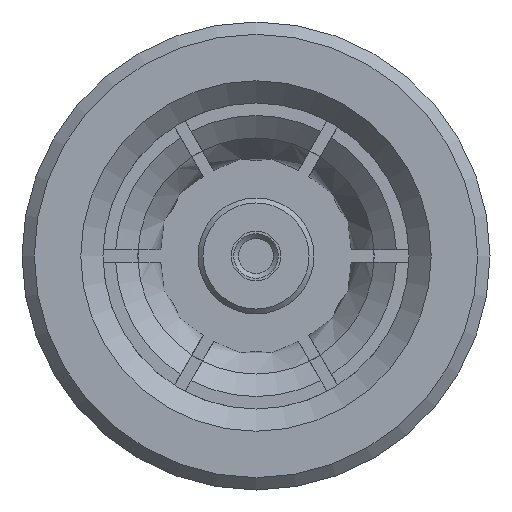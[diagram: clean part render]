
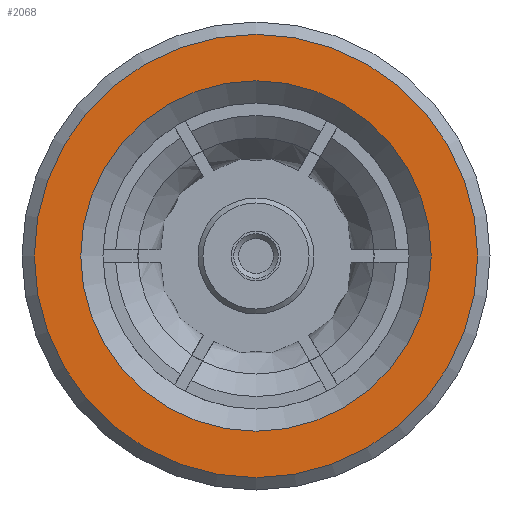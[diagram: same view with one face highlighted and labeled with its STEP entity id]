
A CAD part, left-side view. The second image highlights one B-rep face of the part: STEP entity #2068.
In plain terms, the highlighted planar face has unit normal (-1, 0, 0).
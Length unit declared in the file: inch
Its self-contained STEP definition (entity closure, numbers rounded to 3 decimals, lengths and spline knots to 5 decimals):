
#225 = ORIENTED_EDGE ( 'NONE', *, *, #3684, .T. ) ;
#405 = CARTESIAN_POINT ( 'NONE',  ( 0., 0., 0.07115 ) ) ;
#466 = CARTESIAN_POINT ( 'NONE',  ( 0., 0., 0.09 ) ) ;
#536 = DIRECTION ( 'NONE',  ( 0., 0., 1. ) ) ;
#590 = DIRECTION ( 'NONE',  ( 1., 0., 0. ) ) ;
#760 = VERTEX_POINT ( 'NONE', #466 ) ;
#1018 = AXIS2_PLACEMENT_3D ( 'NONE', #1748, #590, #1429 ) ;
#1057 = AXIS2_PLACEMENT_3D ( 'NONE', #1734, #3483, #536 ) ;
#1086 = DIRECTION ( 'NONE',  ( -1., 0., 0. ) ) ;
#1289 = AXIS2_PLACEMENT_3D ( 'NONE', #2856, #1086, #2915 ) ;
#1429 = DIRECTION ( 'NONE',  ( 0., 0., 1. ) ) ;
#1465 = ORIENTED_EDGE ( 'NONE', *, *, #2400, .T. ) ;
#1473 = CIRCLE ( 'NONE', #1289, 0.09 ) ;
#1494 = CIRCLE ( 'NONE', #1018, 0.07115 ) ;
#1689 = PLANE ( 'NONE',  #1057 ) ;
#1734 = CARTESIAN_POINT ( 'NONE',  ( 0., 0., 0. ) ) ;
#1748 = CARTESIAN_POINT ( 'NONE',  ( 0., 0., 0. ) ) ;
#2002 = FACE_BOUND ( 'NONE', #2698, .T. ) ;
#2068 = ADVANCED_FACE ( 'NONE', ( #2002, #2302 ), #1689, .T. ) ;
#2187 = VERTEX_POINT ( 'NONE', #405 ) ;
#2302 = FACE_OUTER_BOUND ( 'NONE', #2546, .T. ) ;
#2400 = EDGE_CURVE ( 'NONE', #760, #760, #1473, .T. ) ;
#2546 = EDGE_LOOP ( 'NONE', ( #1465 ) ) ;
#2698 = EDGE_LOOP ( 'NONE', ( #225 ) ) ;
#2856 = CARTESIAN_POINT ( 'NONE',  ( 0., 0., 0. ) ) ;
#2915 = DIRECTION ( 'NONE',  ( 0., 0., 1. ) ) ;
#3483 = DIRECTION ( 'NONE',  ( -1., 0., 0. ) ) ;
#3684 = EDGE_CURVE ( 'NONE', #2187, #2187, #1494, .T. ) ;
